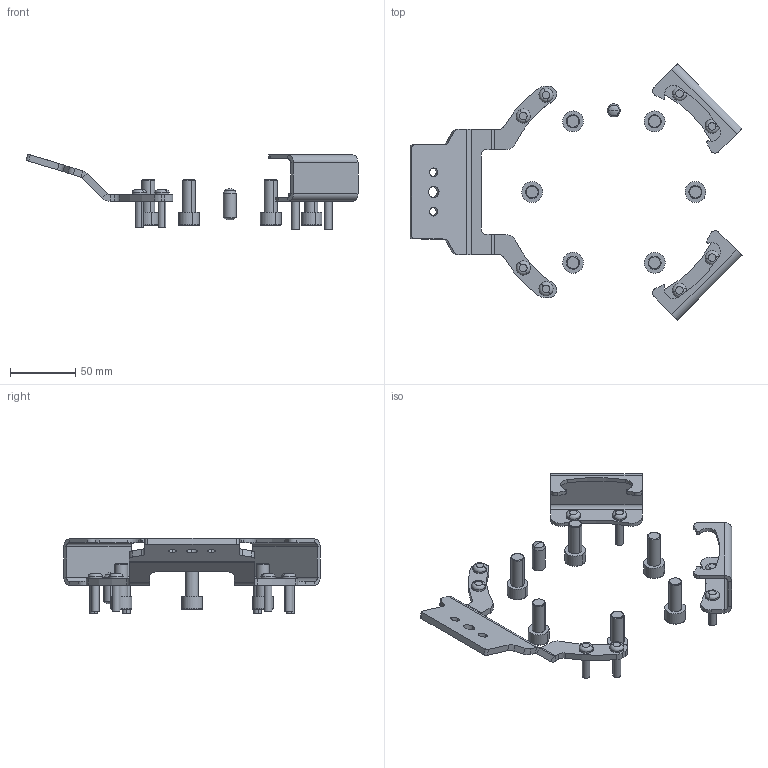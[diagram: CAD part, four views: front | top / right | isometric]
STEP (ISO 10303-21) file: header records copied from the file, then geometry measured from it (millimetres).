
FILE_DESCRIPTION (( 'STEP AP203' ), '1' );
FILE_NAME ('P5402.STEP', '2019-08-20T07:42:52', ( 'admin' ), ( '' ), 'SwSTEP 2.0', 'SolidWorks 2017', '' );
FILE_SCHEMA (( 'CONFIG_CONTROL_DESIGN' ));
Length unit declared in the file: millimetre
Products named in the file (1): P5402
Bounding box: 254.16 x 196.27 x 58.06 mm (x, y, z)
Volume: 90979.4 mm3; surface area: 54205.2 mm2
Topology: 18 solids, 18 shells, 354 faces, 778 edges, 480 vertices
Faces by surface type: plane 148, cylinder 144, torus 44, cone 14, sphere 4
Entity records: 9835 total; most frequent: DIRECTION 1882, CARTESIAN_POINT 1613, ORIENTED_EDGE 1556, EDGE_CURVE 778, AXIS2_PLACEMENT_3D 749, VERTEX_POINT 480, EDGE_LOOP 396, CIRCLE 394
